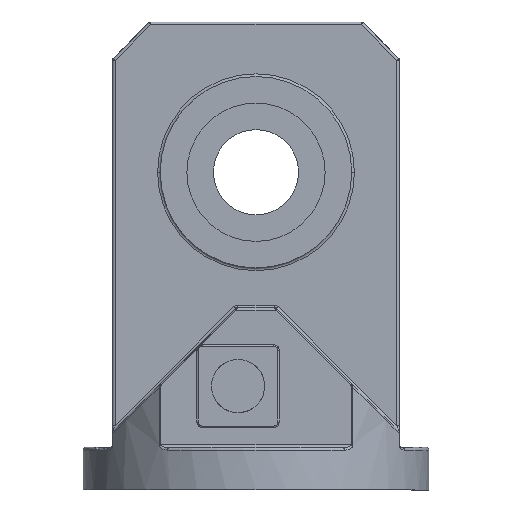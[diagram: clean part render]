
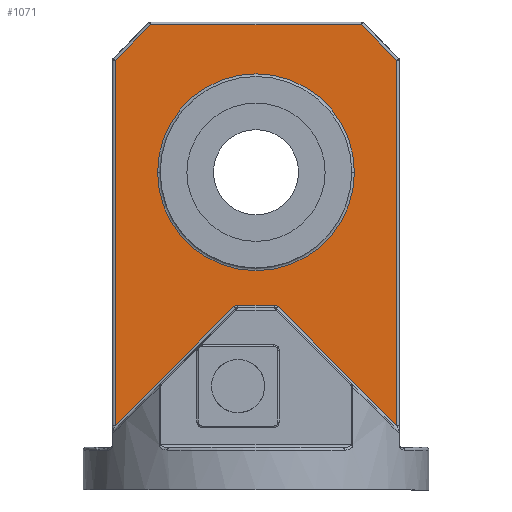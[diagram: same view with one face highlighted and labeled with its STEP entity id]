
A CAD part, front view. The second image highlights one B-rep face of the part: STEP entity #1071.
In plain terms, the highlighted planar face has unit normal (0, -1, 0).
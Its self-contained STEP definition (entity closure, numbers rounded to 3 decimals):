
#11 = LINE ( 'NONE', #3881, #5333 ) ;
#157 = CARTESIAN_POINT ( 'NONE',  ( 16.615, -23., 137.828 ) ) ;
#164 = DIRECTION ( 'NONE',  ( 0., -1., 0. ) ) ;
#345 = EDGE_CURVE ( 'NONE', #6179, #5177, #3771, .T. ) ;
#421 = ORIENTED_EDGE ( 'NONE', *, *, #4603, .T. ) ;
#455 = CIRCLE ( 'NONE', #2675, 74. ) ;
#661 = VECTOR ( 'NONE', #6060, 1000. ) ;
#679 = ORIENTED_EDGE ( 'NONE', *, *, #3262, .T. ) ;
#689 = EDGE_CURVE ( 'NONE', #3877, #2379, #2149, .T. ) ;
#718 = LINE ( 'NONE', #2649, #661 ) ;
#765 = CARTESIAN_POINT ( 'NONE',  ( 0., -23., 139. ) ) ;
#785 = CARTESIAN_POINT ( 'NONE',  ( 0., -23., 239. ) ) ;
#894 = CARTESIAN_POINT ( 'NONE',  ( -13.787, -23., 139. ) ) ;
#917 = CARTESIAN_POINT ( 'NONE',  ( 0., -23., 350. ) ) ;
#929 = VECTOR ( 'NONE', #5590, 1000. ) ;
#1071 = ADVANCED_FACE ( 'NONE', ( #4198, #2762 ), #1308, .T. ) ;
#1139 = CARTESIAN_POINT ( 'NONE',  ( 13.787, -23., 135. ) ) ;
#1248 = CARTESIAN_POINT ( 'NONE',  ( 106., -23., 0. ) ) ;
#1252 = AXIS2_PLACEMENT_3D ( 'NONE', #4136, #4105, #1718 ) ;
#1308 = PLANE ( 'NONE',  #3163 ) ;
#1318 = CARTESIAN_POINT ( 'NONE',  ( -106., -23., 43.615 ) ) ;
#1446 = EDGE_CURVE ( 'NONE', #3252, #4516, #4892, .T. ) ;
#1592 = EDGE_CURVE ( 'NONE', #3252, #6179, #3956, .T. ) ;
#1607 = CARTESIAN_POINT ( 'NONE',  ( 106., -23., 323.172 ) ) ;
#1718 = DIRECTION ( 'NONE',  ( 1., 0., 0. ) ) ;
#1762 = VERTEX_POINT ( 'NONE', #3610 ) ;
#1804 = DIRECTION ( 'NONE',  ( -0.707, 0., 0.707 ) ) ;
#1815 = DIRECTION ( 'NONE',  ( 0.707, 0., 0.707 ) ) ;
#2043 = CARTESIAN_POINT ( 'NONE',  ( 77.222, -23., 77.222 ) ) ;
#2051 = VERTEX_POINT ( 'NONE', #2200 ) ;
#2084 = EDGE_CURVE ( 'NONE', #2051, #4528, #5216, .T. ) ;
#2089 = DIRECTION ( 'NONE',  ( 1., 0., 0. ) ) ;
#2149 = CIRCLE ( 'NONE', #4992, 4. ) ;
#2173 = ORIENTED_EDGE ( 'NONE', *, *, #3192, .T. ) ;
#2178 = LINE ( 'NONE', #1318, #5743 ) ;
#2182 = DIRECTION ( 'NONE',  ( 0., 1., 0. ) ) ;
#2200 = CARTESIAN_POINT ( 'NONE',  ( 74., -23., 239. ) ) ;
#2269 = ORIENTED_EDGE ( 'NONE', *, *, #1592, .T. ) ;
#2356 = AXIS2_PLACEMENT_3D ( 'NONE', #1139, #164, #2089 ) ;
#2373 = ORIENTED_EDGE ( 'NONE', *, *, #2084, .T. ) ;
#2379 = VERTEX_POINT ( 'NONE', #6000 ) ;
#2455 = EDGE_CURVE ( 'NONE', #2883, #4734, #3822, .T. ) ;
#2456 = DIRECTION ( 'NONE',  ( 0.707, 0., -0.707 ) ) ;
#2580 = ORIENTED_EDGE ( 'NONE', *, *, #689, .F. ) ;
#2596 = CARTESIAN_POINT ( 'NONE',  ( -106., -23., 48.444 ) ) ;
#2649 = CARTESIAN_POINT ( 'NONE',  ( -214.586, -23., 214.586 ) ) ;
#2675 = AXIS2_PLACEMENT_3D ( 'NONE', #785, #2182, #3581 ) ;
#2762 = FACE_OUTER_BOUND ( 'NONE', #4456, .T. ) ;
#2797 = CARTESIAN_POINT ( 'NONE',  ( 0., -23., 0. ) ) ;
#2846 = DIRECTION ( 'NONE',  ( -1., 0., 0. ) ) ;
#2883 = VERTEX_POINT ( 'NONE', #6079 ) ;
#2890 = CARTESIAN_POINT ( 'NONE',  ( 13.787, -23., 139. ) ) ;
#2973 = EDGE_LOOP ( 'NONE', ( #2373, #679 ) ) ;
#3163 = AXIS2_PLACEMENT_3D ( 'NONE', #2797, #3281, #6178 ) ;
#3192 = EDGE_CURVE ( 'NONE', #5177, #2883, #5115, .T. ) ;
#3252 = VERTEX_POINT ( 'NONE', #157 ) ;
#3262 = EDGE_CURVE ( 'NONE', #4528, #2051, #455, .T. ) ;
#3281 = DIRECTION ( 'NONE',  ( 0., -1., 0. ) ) ;
#3390 = EDGE_CURVE ( 'NONE', #4734, #1762, #718, .T. ) ;
#3484 = VECTOR ( 'NONE', #2456, 1000. ) ;
#3581 = DIRECTION ( 'NONE',  ( 1., 0., 0. ) ) ;
#3610 = CARTESIAN_POINT ( 'NONE',  ( -106., -23., 323.172 ) ) ;
#3771 = LINE ( 'NONE', #1248, #4678 ) ;
#3822 = LINE ( 'NONE', #917, #5917 ) ;
#3877 = VERTEX_POINT ( 'NONE', #894 ) ;
#3881 = CARTESIAN_POINT ( 'NONE',  ( -16.029, -23., 138.414 ) ) ;
#3956 = LINE ( 'NONE', #2043, #3484 ) ;
#4033 = LINE ( 'NONE', #765, #929 ) ;
#4097 = CARTESIAN_POINT ( 'NONE',  ( -13.787, -23., 135. ) ) ;
#4105 = DIRECTION ( 'NONE',  ( 0., 1., 0. ) ) ;
#4136 = CARTESIAN_POINT ( 'NONE',  ( 0., -23., 239. ) ) ;
#4183 = EDGE_CURVE ( 'NONE', #1762, #5151, #2178, .T. ) ;
#4198 = FACE_BOUND ( 'NONE', #2973, .T. ) ;
#4322 = CARTESIAN_POINT ( 'NONE',  ( -74., -23., 239. ) ) ;
#4336 = ORIENTED_EDGE ( 'NONE', *, *, #5485, .T. ) ;
#4456 = EDGE_LOOP ( 'NONE', ( #5248, #5915, #5077, #421, #2580, #4336, #6251, #2269, #6203, #2173 ) ) ;
#4516 = VERTEX_POINT ( 'NONE', #2890 ) ;
#4528 = VERTEX_POINT ( 'NONE', #4322 ) ;
#4603 = EDGE_CURVE ( 'NONE', #5151, #2379, #11, .T. ) ;
#4637 = DIRECTION ( 'NONE',  ( 1., 0., 0. ) ) ;
#4667 = DIRECTION ( 'NONE',  ( 0., -1., 0. ) ) ;
#4678 = VECTOR ( 'NONE', #5228, 1000. ) ;
#4734 = VERTEX_POINT ( 'NONE', #5942 ) ;
#4872 = CARTESIAN_POINT ( 'NONE',  ( 106., -23., 48.444 ) ) ;
#4892 = CIRCLE ( 'NONE', #2356, 4. ) ;
#4992 = AXIS2_PLACEMENT_3D ( 'NONE', #4097, #4667, #4637 ) ;
#5077 = ORIENTED_EDGE ( 'NONE', *, *, #4183, .T. ) ;
#5115 = LINE ( 'NONE', #6169, #5826 ) ;
#5151 = VERTEX_POINT ( 'NONE', #2596 ) ;
#5177 = VERTEX_POINT ( 'NONE', #1607 ) ;
#5216 = CIRCLE ( 'NONE', #1252, 74. ) ;
#5228 = DIRECTION ( 'NONE',  ( 0., 0., 1. ) ) ;
#5248 = ORIENTED_EDGE ( 'NONE', *, *, #2455, .T. ) ;
#5333 = VECTOR ( 'NONE', #1815, 1000. ) ;
#5485 = EDGE_CURVE ( 'NONE', #3877, #4516, #4033, .T. ) ;
#5590 = DIRECTION ( 'NONE',  ( 1., 0., 0. ) ) ;
#5649 = DIRECTION ( 'NONE',  ( 0., 0., -1. ) ) ;
#5743 = VECTOR ( 'NONE', #5649, 1000. ) ;
#5826 = VECTOR ( 'NONE', #1804, 1000. ) ;
#5915 = ORIENTED_EDGE ( 'NONE', *, *, #3390, .T. ) ;
#5917 = VECTOR ( 'NONE', #2846, 1000. ) ;
#5942 = CARTESIAN_POINT ( 'NONE',  ( -79.172, -23., 350. ) ) ;
#6000 = CARTESIAN_POINT ( 'NONE',  ( -16.615, -23., 137.828 ) ) ;
#6060 = DIRECTION ( 'NONE',  ( -0.707, 0., -0.707 ) ) ;
#6079 = CARTESIAN_POINT ( 'NONE',  ( 79.172, -23., 350. ) ) ;
#6169 = CARTESIAN_POINT ( 'NONE',  ( 78.586, -23., 350.586 ) ) ;
#6178 = DIRECTION ( 'NONE',  ( 1., 0., 0. ) ) ;
#6179 = VERTEX_POINT ( 'NONE', #4872 ) ;
#6203 = ORIENTED_EDGE ( 'NONE', *, *, #345, .T. ) ;
#6251 = ORIENTED_EDGE ( 'NONE', *, *, #1446, .F. ) ;
